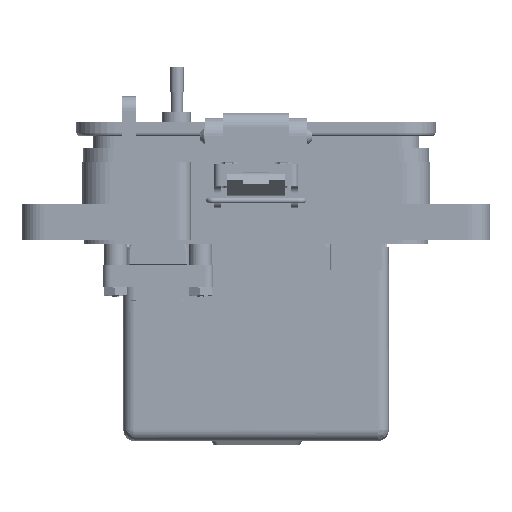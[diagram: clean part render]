
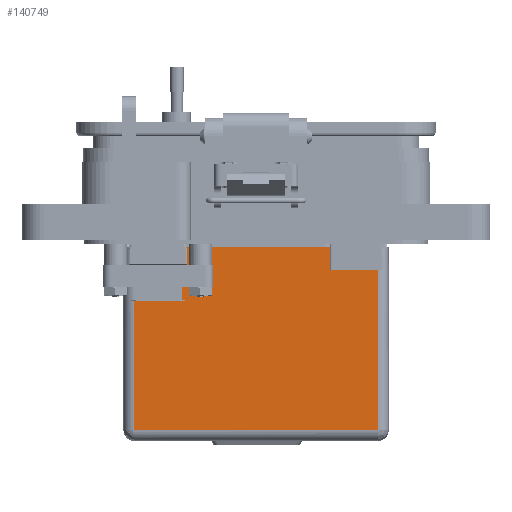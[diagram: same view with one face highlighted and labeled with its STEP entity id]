
A CAD part, front view. The second image highlights one B-rep face of the part: STEP entity #140749.
In plain terms, the highlighted planar face has unit normal (0, -1, 0).
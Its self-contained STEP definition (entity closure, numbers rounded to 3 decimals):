
#1224 = DIRECTION ( 'NONE',  ( -1., 0., 0. ) ) ;
#6616 = LINE ( 'NONE', #66401, #72451 ) ;
#13685 = VERTEX_POINT ( 'NONE', #103203 ) ;
#20783 = CARTESIAN_POINT ( 'NONE',  ( -2.825, -45.612, -12.212 ) ) ;
#22439 = EDGE_CURVE ( 'NONE', #143815, #13685, #6616, .T. ) ;
#28230 = ORIENTED_EDGE ( 'NONE', *, *, #154921, .T. ) ;
#30057 = EDGE_LOOP ( 'NONE', ( #28230, #78679, #157084, #72139 ) ) ;
#33206 = DIRECTION ( 'NONE',  ( -1., 0., 0. ) ) ;
#37826 = DIRECTION ( 'NONE',  ( 0., 0., -1. ) ) ;
#39604 = VECTOR ( 'NONE', #37826, 1000. ) ;
#40978 = DIRECTION ( 'NONE',  ( 0., 0., 1. ) ) ;
#42645 = LINE ( 'NONE', #148717, #112135 ) ;
#57112 = CARTESIAN_POINT ( 'NONE',  ( -5.093, -45.612, -12.212 ) ) ;
#66401 = CARTESIAN_POINT ( 'NONE',  ( -72.146, -45.612, -65.552 ) ) ;
#70471 = DIRECTION ( 'NONE',  ( 0., -1., 0. ) ) ;
#72139 = ORIENTED_EDGE ( 'NONE', *, *, #113907, .F. ) ;
#72451 = VECTOR ( 'NONE', #40978, 1000. ) ;
#72501 = LINE ( 'NONE', #99384, #39604 ) ;
#78679 = ORIENTED_EDGE ( 'NONE', *, *, #22439, .F. ) ;
#85232 = LINE ( 'NONE', #20783, #150897 ) ;
#92824 = CARTESIAN_POINT ( 'NONE',  ( -72.146, -45.612, -62.522 ) ) ;
#99384 = CARTESIAN_POINT ( 'NONE',  ( -5.093, -45.612, -65.552 ) ) ;
#103203 = CARTESIAN_POINT ( 'NONE',  ( -72.146, -45.612, -12.212 ) ) ;
#112135 = VECTOR ( 'NONE', #1224, 1000. ) ;
#113907 = EDGE_CURVE ( 'NONE', #154832, #131377, #72501, .T. ) ;
#130497 = AXIS2_PLACEMENT_3D ( 'NONE', #144394, #70471, #156850 ) ;
#131377 = VERTEX_POINT ( 'NONE', #134372 ) ;
#134372 = CARTESIAN_POINT ( 'NONE',  ( -5.093, -45.612, -62.522 ) ) ;
#140749 = ADVANCED_FACE ( 'NONE', ( #158422 ), #156309, .T. ) ;
#143815 = VERTEX_POINT ( 'NONE', #92824 ) ;
#144394 = CARTESIAN_POINT ( 'NONE',  ( -5.093, -45.612, -65.552 ) ) ;
#148717 = CARTESIAN_POINT ( 'NONE',  ( -21.856, -45.612, -62.522 ) ) ;
#150897 = VECTOR ( 'NONE', #33206, 1000. ) ;
#154832 = VERTEX_POINT ( 'NONE', #57112 ) ;
#154921 = EDGE_CURVE ( 'NONE', #154832, #13685, #85232, .T. ) ;
#155165 = EDGE_CURVE ( 'NONE', #131377, #143815, #42645, .T. ) ;
#156309 = PLANE ( 'NONE',  #130497 ) ;
#156850 = DIRECTION ( 'NONE',  ( 1., 0., 0. ) ) ;
#157084 = ORIENTED_EDGE ( 'NONE', *, *, #155165, .F. ) ;
#158422 = FACE_OUTER_BOUND ( 'NONE', #30057, .T. ) ;
